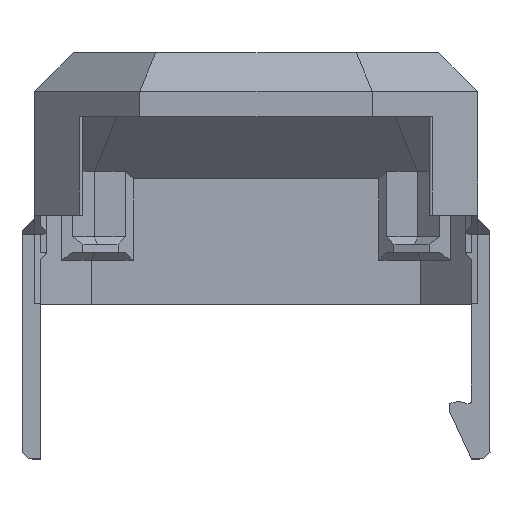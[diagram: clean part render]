
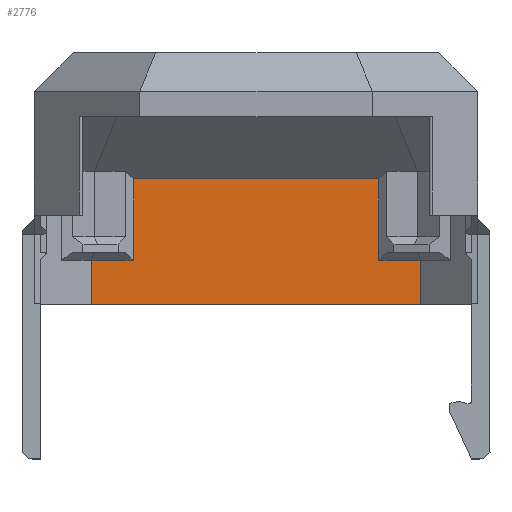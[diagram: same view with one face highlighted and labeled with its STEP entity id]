
A CAD part, top view. The second image highlights one B-rep face of the part: STEP entity #2776.
In plain terms, the highlighted planar face has unit normal (0, 0, 1).
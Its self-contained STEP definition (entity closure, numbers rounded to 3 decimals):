
#129=FACE_OUTER_BOUND('',#285,.T.);
#285=EDGE_LOOP('',(#2172,#2173,#2174,#2175,#2176,#2177,#2178,#2179));
#588=LINE('',#4246,#965);
#592=LINE('',#4253,#969);
#598=LINE('',#4266,#975);
#601=LINE('',#4272,#978);
#602=LINE('',#4274,#979);
#603=LINE('',#4276,#980);
#604=LINE('',#4278,#981);
#605=LINE('',#4279,#982);
#965=VECTOR('',#3439,10.);
#969=VECTOR('',#3447,10.);
#975=VECTOR('',#3457,10.);
#978=VECTOR('',#3462,10.);
#979=VECTOR('',#3463,10.);
#980=VECTOR('',#3464,10.);
#981=VECTOR('',#3465,10.);
#982=VECTOR('',#3466,10.);
#1279=VERTEX_POINT('',#4243);
#1280=VERTEX_POINT('',#4245);
#1281=VERTEX_POINT('',#4249);
#1286=VERTEX_POINT('',#4265);
#1288=VERTEX_POINT('',#4271);
#1289=VERTEX_POINT('',#4273);
#1290=VERTEX_POINT('',#4275);
#1291=VERTEX_POINT('',#4277);
#1596=EDGE_CURVE('',#1279,#1280,#588,.T.);
#1600=EDGE_CURVE('',#1280,#1281,#592,.T.);
#1606=EDGE_CURVE('',#1281,#1286,#598,.F.);
#1609=EDGE_CURVE('',#1279,#1288,#601,.T.);
#1610=EDGE_CURVE('',#1289,#1288,#602,.T.);
#1611=EDGE_CURVE('',#1290,#1289,#603,.T.);
#1612=EDGE_CURVE('',#1290,#1291,#604,.F.);
#1613=EDGE_CURVE('',#1286,#1291,#605,.T.);
#2172=ORIENTED_EDGE('',*,*,#1600,.F.);
#2173=ORIENTED_EDGE('',*,*,#1596,.F.);
#2174=ORIENTED_EDGE('',*,*,#1609,.T.);
#2175=ORIENTED_EDGE('',*,*,#1610,.F.);
#2176=ORIENTED_EDGE('',*,*,#1611,.F.);
#2177=ORIENTED_EDGE('',*,*,#1612,.T.);
#2178=ORIENTED_EDGE('',*,*,#1613,.F.);
#2179=ORIENTED_EDGE('',*,*,#1606,.F.);
#2628=PLANE('',#2953);
#2776=ADVANCED_FACE('',(#129),#2628,.F.);
#2953=AXIS2_PLACEMENT_3D('',#4270,#3460,#3461);
#3439=DIRECTION('',(0.,-1.,0.));
#3447=DIRECTION('',(1.,0.,0.));
#3457=DIRECTION('',(0.,1.,0.));
#3460=DIRECTION('center_axis',(0.,0.,-1.));
#3461=DIRECTION('ref_axis',(1.,0.,0.));
#3462=DIRECTION('',(-1.,0.,0.));
#3463=DIRECTION('',(0.,1.,0.));
#3464=DIRECTION('',(1.,0.,0.));
#3465=DIRECTION('',(0.,1.,0.));
#3466=DIRECTION('',(-1.,0.,0.));
#4243=CARTESIAN_POINT('',(635.604,282.116,-300.));
#4245=CARTESIAN_POINT('',(635.604,271.663,-300.));
#4246=CARTESIAN_POINT('',(635.604,284.955,-300.));
#4249=CARTESIAN_POINT('',(641.,271.663,-300.));
#4253=CARTESIAN_POINT('',(619.298,271.663,-300.));
#4265=CARTESIAN_POINT('',(641.,265.963,-300.));
#4266=CARTESIAN_POINT('',(641.,297.447,-300.));
#4270=CARTESIAN_POINT('Origin',(598.269,297.447,-300.));
#4271=CARTESIAN_POINT('',(603.996,282.116,-300.));
#4272=CARTESIAN_POINT('',(603.651,282.116,-300.));
#4273=CARTESIAN_POINT('',(603.996,271.663,-300.));
#4274=CARTESIAN_POINT('',(603.996,284.955,-300.));
#4275=CARTESIAN_POINT('',(598.6,271.663,-300.));
#4276=CARTESIAN_POINT('',(598.771,271.663,-300.));
#4277=CARTESIAN_POINT('',(598.6,265.963,-300.));
#4278=CARTESIAN_POINT('',(598.6,297.447,-300.));
#4279=CARTESIAN_POINT('',(609.034,265.963,-300.));
